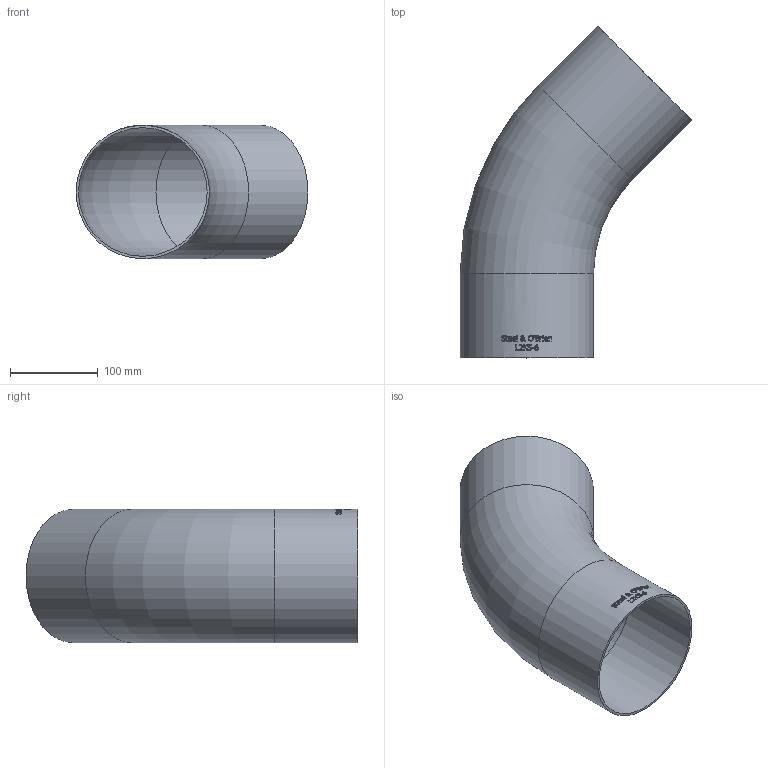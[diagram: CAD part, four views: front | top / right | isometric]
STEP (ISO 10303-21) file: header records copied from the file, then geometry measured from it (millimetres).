
FILE_DESCRIPTION(/* description */ (''),/* implementation_level */ '2;1');
FILE_NAME(/* name */ 'L2KS-6.stp',/* time_stamp */ '2020-02-28T17:35:20-05:00',/* author */ ('rick'),/* organization */ (''),/* preprocessor_version */ 'ST-DEVELOPER v15.2',/* originating_system */ 'Autodesk Inventor 2014',/* authorisation */ '');
FILE_SCHEMA (('AUTOMOTIVE_DESIGN { 1 0 10303 214 3 1 1 }'));
Length unit declared in the file: inch
Products named in the file (1): L2KS-6
Bounding box: 264.78 x 379.08 x 152.4 mm (x, y, z)
Volume: 483019.7 mm3; surface area: 351606.7 mm2
Topology: 1 solids, 1 shells, 316 faces, 856 edges, 571 vertices
Faces by surface type: bspline 165, plane 116, cylinder 33, torus 2
Full cylindrical faces by diameter (mm): 146.863 x2, 152.4 x2
Entity records: 12793 total; most frequent: CARTESIAN_POINT 5828, ORIENTED_EDGE 1690, DIRECTION 957, EDGE_CURVE 845, VERTEX_POINT 566, LINE 377, VECTOR 377, EDGE_LOOP 353
